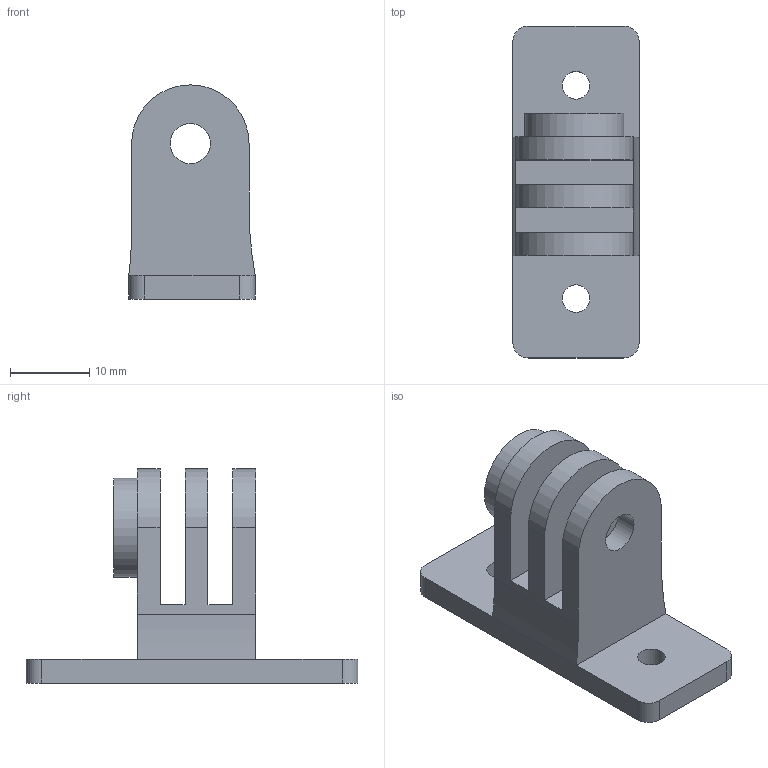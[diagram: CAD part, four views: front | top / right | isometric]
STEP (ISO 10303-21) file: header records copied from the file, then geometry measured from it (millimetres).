
FILE_DESCRIPTION(/* description */ (''),/* implementation_level */ '2;1');
FILE_NAME(/* name */ 'ZED2_Mount_to_M100_Upper_Part.step',/* time_stamp */ '2021-05-31T09:46:59+03:00',/* author */ (''),/* organization */ (''),/* preprocessor_version */ 'ST-DEVELOPER v18.1',/* originating_system */ 'Autodesk Translation Framework v10.6.0.1341',/* authorisation */ '');
FILE_SCHEMA (('AUTOMOTIVE_DESIGN { 1 0 10303 214 3 1 1 }'));
Length unit declared in the file: millimetre
Products named in the file (1): Gopro mount Drone
Bounding box: 16 x 42 x 27.11 mm (x, y, z)
Volume: 5567.8 mm3; surface area: 3959.8 mm2
Topology: 1 solids, 1 shells, 42 faces, 110 edges, 72 vertices
Faces by surface type: plane 27, cylinder 15
Full cylindrical faces by diameter (mm): 3.5 x2, 5.08 x3, 12.5 x1
Entity records: 1356 total; most frequent: DIRECTION 230, CARTESIAN_POINT 225, ORIENTED_EDGE 220, EDGE_CURVE 110, AXIS2_PLACEMENT_3D 77, LINE 76, VECTOR 76, VERTEX_POINT 72
